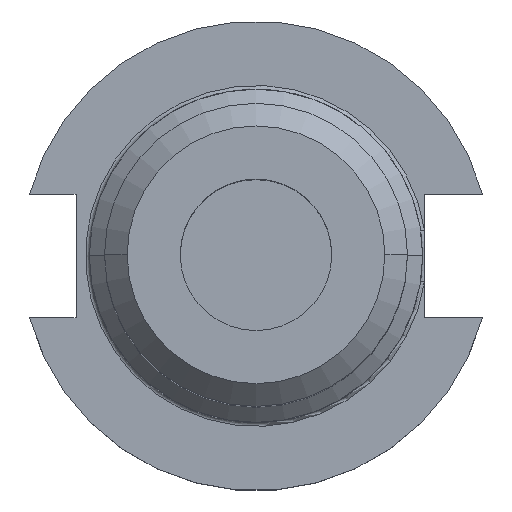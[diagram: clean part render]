
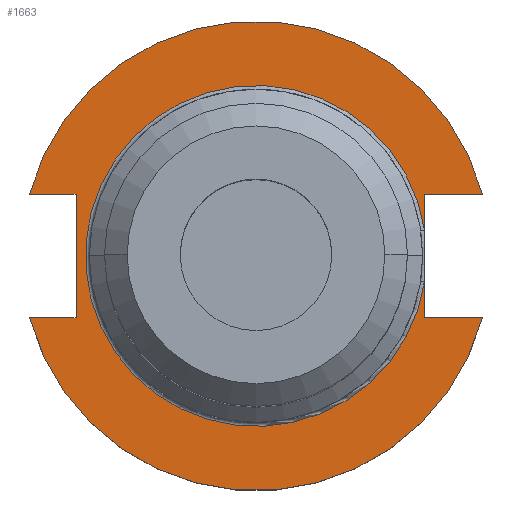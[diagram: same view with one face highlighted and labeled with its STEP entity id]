
A CAD part, top view. The second image highlights one B-rep face of the part: STEP entity #1663.
In plain terms, the highlighted planar face has unit normal (0, 0, 1).
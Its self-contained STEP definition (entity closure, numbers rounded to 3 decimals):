
#25 = EDGE_CURVE ( 'NONE', #941, #425, #1455, .T. ) ;
#37 = EDGE_CURVE ( 'NONE', #291, #1016, #326, .T. ) ;
#57 = EDGE_CURVE ( 'NONE', #880, #941, #690, .T. ) ;
#120 = EDGE_CURVE ( 'NONE', #425, #1016, #512, .T. ) ;
#211 = CARTESIAN_POINT ( 'NONE',  ( -47.477, 12.954, 19.05 ) ) ;
#233 = DIRECTION ( 'NONE',  ( 0., 0., 1. ) ) ;
#235 = EDGE_CURVE ( 'NONE', #1370, #1632, #982, .T. ) ;
#244 = AXIS2_PLACEMENT_3D ( 'NONE', #1714, #1161, #356 ) ;
#250 = VERTEX_POINT ( 'NONE', #253 ) ;
#251 = EDGE_CURVE ( 'NONE', #250, #1632, #1305, .T. ) ;
#253 = CARTESIAN_POINT ( 'NONE',  ( 35.306, 12.954, 19.05 ) ) ;
#291 = VERTEX_POINT ( 'NONE', #1472 ) ;
#317 = ORIENTED_EDGE ( 'NONE', *, *, #57, .F. ) ;
#326 = CIRCLE ( 'NONE', #1028, 49.212 ) ;
#356 = DIRECTION ( 'NONE',  ( 1., 0., 0. ) ) ;
#359 = CARTESIAN_POINT ( 'NONE',  ( 0., 0., 19.05 ) ) ;
#365 = VECTOR ( 'NONE', #815, 1000. ) ;
#367 = DIRECTION ( 'NONE',  ( 0., -1., 0. ) ) ;
#372 = CARTESIAN_POINT ( 'NONE',  ( -37.719, 12.954, 19.05 ) ) ;
#379 = DIRECTION ( 'NONE',  ( 1., 0., 0. ) ) ;
#385 = CARTESIAN_POINT ( 'NONE',  ( -63.719, -12.954, 19.05 ) ) ;
#397 = ORIENTED_EDGE ( 'NONE', *, *, #1445, .F. ) ;
#403 = DIRECTION ( 'NONE',  ( -1., 0., 0. ) ) ;
#407 = CARTESIAN_POINT ( 'NONE',  ( 35.306, 12.954, 19.05 ) ) ;
#410 = CARTESIAN_POINT ( 'NONE',  ( 0., 0., 19.05 ) ) ;
#425 = VERTEX_POINT ( 'NONE', #372 ) ;
#440 = CARTESIAN_POINT ( 'NONE',  ( 35.306, 12.954, 19.05 ) ) ;
#441 = AXIS2_PLACEMENT_3D ( 'NONE', #359, #489, #379 ) ;
#456 = VECTOR ( 'NONE', #1151, 1000. ) ;
#459 = VECTOR ( 'NONE', #367, 1000. ) ;
#470 = VECTOR ( 'NONE', #1611, 1000. ) ;
#486 = DIRECTION ( 'NONE',  ( 1., 0., 0. ) ) ;
#489 = DIRECTION ( 'NONE',  ( 0., 0., -1. ) ) ;
#492 = ORIENTED_EDGE ( 'NONE', *, *, #251, .F. ) ;
#507 = LINE ( 'NONE', #407, #459 ) ;
#512 = LINE ( 'NONE', #1636, #470 ) ;
#558 = FACE_OUTER_BOUND ( 'NONE', #1395, .T. ) ;
#578 = ORIENTED_EDGE ( 'NONE', *, *, #120, .F. ) ;
#588 = ORIENTED_EDGE ( 'NONE', *, *, #1319, .T. ) ;
#592 = DIRECTION ( 'NONE',  ( 1., 0., 0. ) ) ;
#601 = DIRECTION ( 'NONE',  ( 0., 0., 1. ) ) ;
#606 = CARTESIAN_POINT ( 'NONE',  ( 0., 0., 19.05 ) ) ;
#614 = VECTOR ( 'NONE', #403, 1000. ) ;
#690 = LINE ( 'NONE', #385, #1366 ) ;
#805 = ORIENTED_EDGE ( 'NONE', *, *, #25, .F. ) ;
#815 = DIRECTION ( 'NONE',  ( 0., 1., 0. ) ) ;
#880 = VERTEX_POINT ( 'NONE', #1746 ) ;
#908 = CARTESIAN_POINT ( 'NONE',  ( -37.719, 12.954, 19.05 ) ) ;
#940 = VECTOR ( 'NONE', #1730, 1000. ) ;
#941 = VERTEX_POINT ( 'NONE', #945 ) ;
#942 = CARTESIAN_POINT ( 'NONE',  ( 35.306, 5.455, 19.05 ) ) ;
#945 = CARTESIAN_POINT ( 'NONE',  ( -37.719, -12.954, 19.05 ) ) ;
#982 = CIRCLE ( 'NONE', #441, 35.725 ) ;
#1014 = EDGE_CURVE ( 'NONE', #1370, #1693, #507, .T. ) ;
#1016 = VERTEX_POINT ( 'NONE', #211 ) ;
#1018 = LINE ( 'NONE', #440, #614 ) ;
#1028 = AXIS2_PLACEMENT_3D ( 'NONE', #410, #233, #486 ) ;
#1029 = ORIENTED_EDGE ( 'NONE', *, *, #235, .T. ) ;
#1078 = VERTEX_POINT ( 'NONE', #1402 ) ;
#1082 = PLANE ( 'NONE',  #244 ) ;
#1123 = AXIS2_PLACEMENT_3D ( 'NONE', #606, #601, #592 ) ;
#1125 = ORIENTED_EDGE ( 'NONE', *, *, #1169, .F. ) ;
#1151 = DIRECTION ( 'NONE',  ( 1., 0., 0. ) ) ;
#1161 = DIRECTION ( 'NONE',  ( 0., 0., 1. ) ) ;
#1169 = EDGE_CURVE ( 'NONE', #291, #250, #1018, .T. ) ;
#1211 = ORIENTED_EDGE ( 'NONE', *, *, #1014, .F. ) ;
#1213 = CARTESIAN_POINT ( 'NONE',  ( 35.306, -12.954, 19.05 ) ) ;
#1234 = CARTESIAN_POINT ( 'NONE',  ( 35.306, -5.455, 19.05 ) ) ;
#1302 = DIRECTION ( 'NONE',  ( 1., 0., 0. ) ) ;
#1305 = LINE ( 'NONE', #1749, #940 ) ;
#1319 = EDGE_CURVE ( 'NONE', #880, #1078, #1444, .T. ) ;
#1366 = VECTOR ( 'NONE', #1302, 1000. ) ;
#1370 = VERTEX_POINT ( 'NONE', #1234 ) ;
#1395 = EDGE_LOOP ( 'NONE', ( #1211, #1029, #492, #1125, #1751, #578, #805, #317, #588, #397 ) ) ;
#1402 = CARTESIAN_POINT ( 'NONE',  ( 47.477, -12.954, 19.05 ) ) ;
#1444 = CIRCLE ( 'NONE', #1123, 49.212 ) ;
#1445 = EDGE_CURVE ( 'NONE', #1693, #1078, #1545, .T. ) ;
#1455 = LINE ( 'NONE', #908, #365 ) ;
#1472 = CARTESIAN_POINT ( 'NONE',  ( 47.477, 12.954, 19.05 ) ) ;
#1545 = LINE ( 'NONE', #1213, #456 ) ;
#1611 = DIRECTION ( 'NONE',  ( -1., 0., 0. ) ) ;
#1632 = VERTEX_POINT ( 'NONE', #942 ) ;
#1636 = CARTESIAN_POINT ( 'NONE',  ( -63.719, 12.954, 19.05 ) ) ;
#1663 = ADVANCED_FACE ( 'NONE', ( #558 ), #1082, .T. ) ;
#1693 = VERTEX_POINT ( 'NONE', #1727 ) ;
#1714 = CARTESIAN_POINT ( 'NONE',  ( 0., 49.212, 19.05 ) ) ;
#1727 = CARTESIAN_POINT ( 'NONE',  ( 35.306, -12.954, 19.05 ) ) ;
#1730 = DIRECTION ( 'NONE',  ( 0., -1., 0. ) ) ;
#1746 = CARTESIAN_POINT ( 'NONE',  ( -47.477, -12.954, 19.05 ) ) ;
#1749 = CARTESIAN_POINT ( 'NONE',  ( 35.306, 12.954, 19.05 ) ) ;
#1751 = ORIENTED_EDGE ( 'NONE', *, *, #37, .T. ) ;
